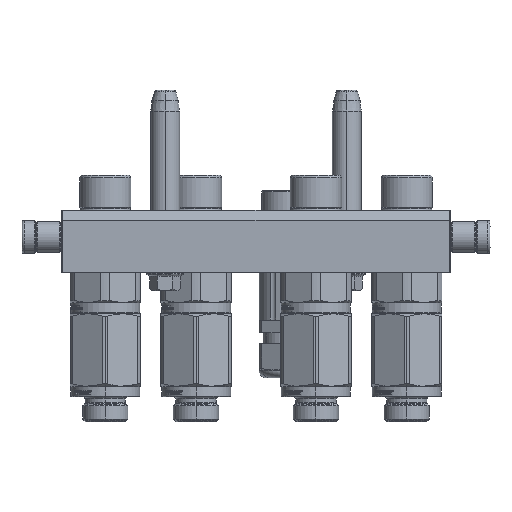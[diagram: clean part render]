
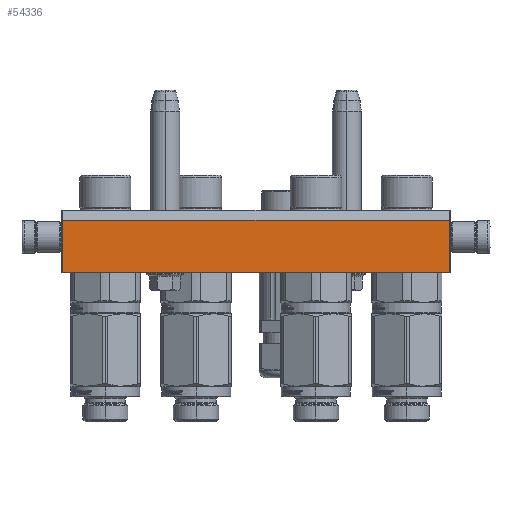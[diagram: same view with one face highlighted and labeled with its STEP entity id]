
A CAD part, left-side view. The second image highlights one B-rep face of the part: STEP entity #54336.
In plain terms, the highlighted face is planar.
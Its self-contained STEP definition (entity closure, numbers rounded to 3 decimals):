
#1466 = LINE ( 'NONE', #32214, #63261 ) ;
#11599 = DIRECTION ( 'NONE',  ( 0., 0., -1. ) ) ;
#11827 = PLANE ( 'NONE',  #66598 ) ;
#14650 = DIRECTION ( 'NONE',  ( -1., 0., 0. ) ) ;
#16042 = VECTOR ( 'NONE', #14650, 1000. ) ;
#19166 = ORIENTED_EDGE ( 'NONE', *, *, #24413, .F. ) ;
#20211 = CARTESIAN_POINT ( 'NONE',  ( -93.5, 15., -45. ) ) ;
#21685 = CARTESIAN_POINT ( 'NONE',  ( 93.5, 15., -45. ) ) ;
#24413 = EDGE_CURVE ( 'NONE', #33854, #57830, #38393, .T. ) ;
#25268 = CARTESIAN_POINT ( 'NONE',  ( 93.5, 15., -45. ) ) ;
#32214 = CARTESIAN_POINT ( 'NONE',  ( -93.5, -10., -45. ) ) ;
#33143 = DIRECTION ( 'NONE',  ( 0., 1., 0. ) ) ;
#33633 = EDGE_CURVE ( 'NONE', #57830, #34314, #38855, .T. ) ;
#33854 = VERTEX_POINT ( 'NONE', #47538 ) ;
#34314 = VERTEX_POINT ( 'NONE', #20211 ) ;
#37025 = ORIENTED_EDGE ( 'NONE', *, *, #60152, .T. ) ;
#38393 = LINE ( 'NONE', #62078, #40782 ) ;
#38855 = LINE ( 'NONE', #25268, #16042 ) ;
#39720 = FACE_OUTER_BOUND ( 'NONE', #65690, .T. ) ;
#40782 = VECTOR ( 'NONE', #61853, 1000. ) ;
#42707 = VECTOR ( 'NONE', #33143, 1000. ) ;
#43383 = DIRECTION ( 'NONE',  ( 1., 0., 0. ) ) ;
#43967 = LINE ( 'NONE', #58824, #42707 ) ;
#47538 = CARTESIAN_POINT ( 'NONE',  ( 93.5, -10., -45. ) ) ;
#48094 = CARTESIAN_POINT ( 'NONE',  ( -93.5, -10., -45. ) ) ;
#48594 = CARTESIAN_POINT ( 'NONE',  ( 94., -15., -45. ) ) ;
#54326 = EDGE_CURVE ( 'NONE', #63508, #33854, #1466, .T. ) ;
#54336 = ADVANCED_FACE ( 'NONE', ( #39720 ), #11827, .T. ) ;
#55295 = ORIENTED_EDGE ( 'NONE', *, *, #33633, .F. ) ;
#57830 = VERTEX_POINT ( 'NONE', #21685 ) ;
#58824 = CARTESIAN_POINT ( 'NONE',  ( -93.5, -10., -45. ) ) ;
#60152 = EDGE_CURVE ( 'NONE', #63508, #34314, #43967, .T. ) ;
#61853 = DIRECTION ( 'NONE',  ( 0., 1., 0. ) ) ;
#62078 = CARTESIAN_POINT ( 'NONE',  ( 93.5, -10., -45. ) ) ;
#63206 = ORIENTED_EDGE ( 'NONE', *, *, #54326, .F. ) ;
#63261 = VECTOR ( 'NONE', #43383, 1000. ) ;
#63508 = VERTEX_POINT ( 'NONE', #48094 ) ;
#65690 = EDGE_LOOP ( 'NONE', ( #55295, #19166, #63206, #37025 ) ) ;
#66598 = AXIS2_PLACEMENT_3D ( 'NONE', #48594, #11599, #67485 ) ;
#67485 = DIRECTION ( 'NONE',  ( -1., 0., 0. ) ) ;
